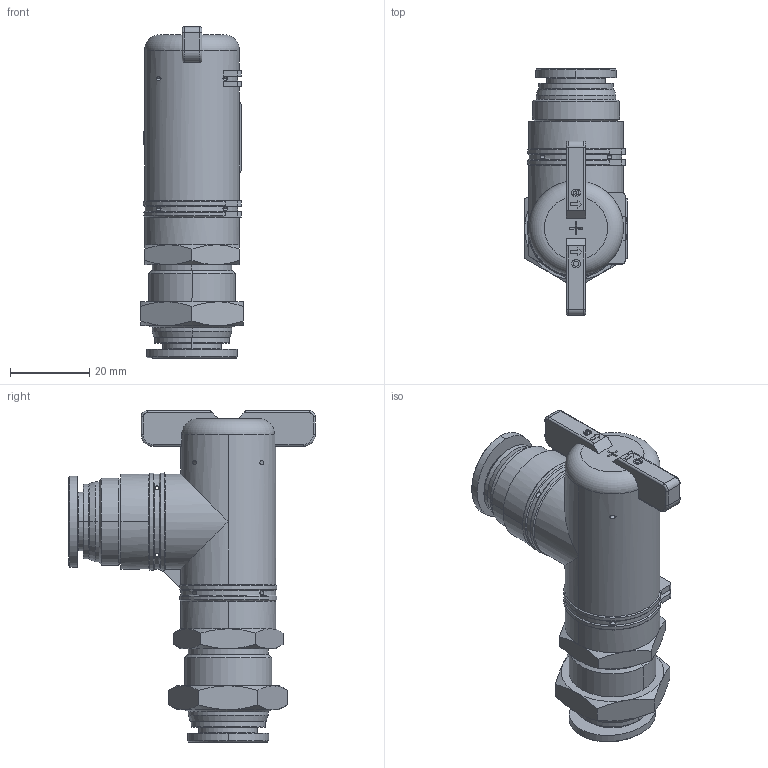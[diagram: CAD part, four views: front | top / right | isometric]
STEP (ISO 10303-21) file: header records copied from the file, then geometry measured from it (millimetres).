
FILE_DESCRIPTION((''),'2;1');
FILE_NAME('BLM601212-mdt.stp','2017-07-24T19:19:01',(''),(''),'Mechanical Desktop 2009','Mechanical Desktop 2009',', , ');
FILE_SCHEMA(('CONFIG_CONTROL_DESIGN'));
Length unit declared in the file: millimetre
Products named in the file (10): BLM601212-MDTA; BLM601212-MDT; BC12-60; COLLAR-12C; BM60-12; COLLAR-10C; BM60-10; BC10-20; BOLT-M3; HA
Assembly tree (12 placements, depth 3):
  BLM601212-MDTA
    BLM601212-MDT
    BC12-60
      COLLAR-12C
    BM60-12
      COLLAR-10C
      COLLAR-12C
    BM60-10
      COLLAR-10C
    BC10-20
      COLLAR-10C
    BOLT-M3
    HA
Bounding box: 26 x 62.3 x 83.9 mm (x, y, z)
Volume: 44153.3 mm3; surface area: 13859.3 mm2
Topology: 1 solids, 4 shells, 439 faces, 1103 edges, 695 vertices
Faces by surface type: plane 245, cylinder 106, cone 56, torus 22, bspline 10
Entity records: 14962 total; most frequent: CARTESIAN_POINT 4382, ORIENTED_EDGE 2202, DIRECTION 2127, EDGE_CURVE 1101, AXIS2_PLACEMENT_3D 720, VERTEX_POINT 695, VECTOR 687, LINE 687
